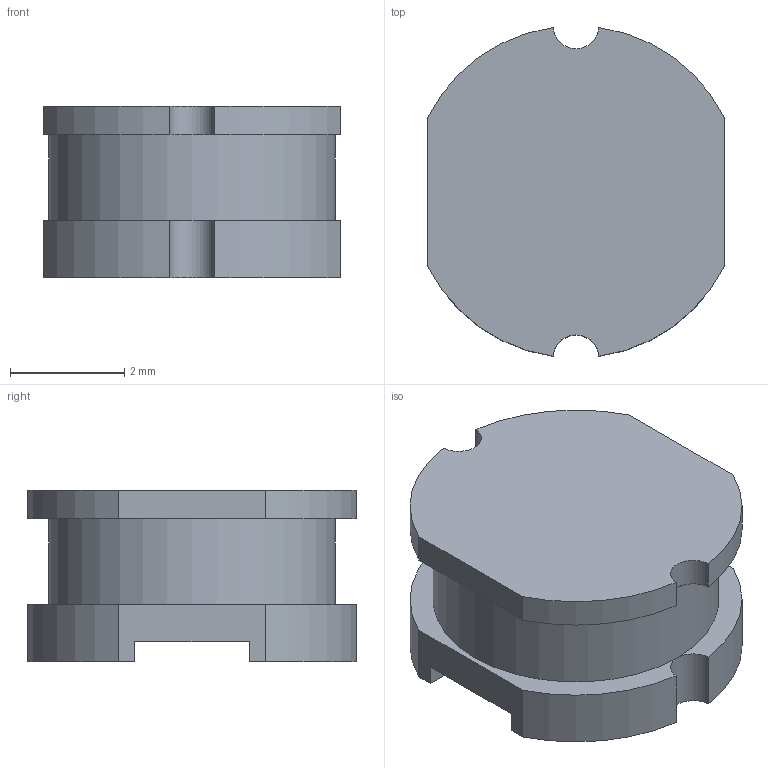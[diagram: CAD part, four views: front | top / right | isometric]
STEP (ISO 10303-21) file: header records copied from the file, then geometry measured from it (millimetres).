
FILE_DESCRIPTION(('STEP AP214'), '1');
FILE_NAME('SCD0503T', '', ('UNSPECIFIED'), ('UNSPECIFIED'), 'ASCON STEP Converter 1.3', 'ASCON Math Kernel', '');
FILE_SCHEMA(('AUTOMOTIVE_DESIGN { 1 0 10303 214 3 1 1}'));
Length unit declared in the file: millimetre
Bounding box: 5.2 x 5.74 x 3 mm (x, y, z)
Volume: 63.2 mm3; surface area: 114.4 mm2
Topology: 1 solids, 1 shells, 27 faces, 71 edges, 46 vertices
Faces by surface type: plane 14, cylinder 13
Full cylindrical faces by diameter (mm): 5 x1
Entity records: 1102 total; most frequent: DIRECTION 160, CARTESIAN_POINT 144, ORIENTED_EDGE 140, EDGE_CURVE 70, AXIS2_PLACEMENT_3D 62, VERTEX_POINT 46, LINE 36, VECTOR 36
